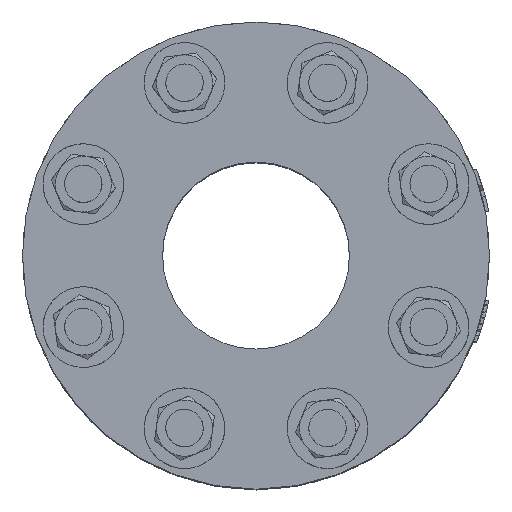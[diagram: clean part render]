
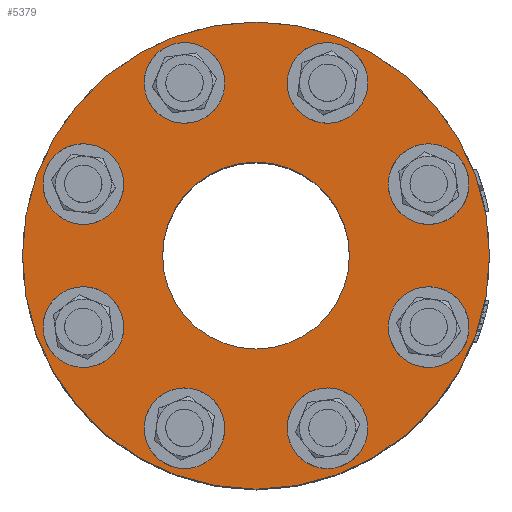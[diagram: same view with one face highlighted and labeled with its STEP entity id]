
A CAD part, top view. The second image highlights one B-rep face of the part: STEP entity #5379.
In plain terms, the highlighted planar face has unit normal (0, 0, 1).
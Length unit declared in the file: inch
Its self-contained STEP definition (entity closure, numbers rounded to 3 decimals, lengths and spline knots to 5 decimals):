
#802 = DIRECTION ( 'NONE',  ( 0., 0., -1. ) ) ;
#803 = CARTESIAN_POINT ( 'NONE',  ( -0.52992, 1.65546, 3.09194 ) ) ;
#805 = PLANE ( 'NONE',  #2875 ) ;
#808 = DIRECTION ( 'NONE',  ( 1., 0., 0. ) ) ;
#1672 = FACE_BOUND ( 'NONE', #10153, .T. ) ;
#1673 = FACE_BOUND ( 'NONE', #10091, .T. ) ;
#1674 = FACE_BOUND ( 'NONE', #10089, .T. ) ;
#1675 = FACE_BOUND ( 'NONE', #10088, .T. ) ;
#1676 = FACE_BOUND ( 'NONE', #10142, .T. ) ;
#1677 = FACE_OUTER_BOUND ( 'NONE', #10148, .T. ) ;
#1678 = FACE_BOUND ( 'NONE', #10150, .T. ) ;
#1679 = FACE_BOUND ( 'NONE', #10146, .T. ) ;
#1680 = FACE_BOUND ( 'NONE', #10086, .T. ) ;
#1681 = FACE_BOUND ( 'NONE', #10152, .T. ) ;
#2175 = CIRCLE ( 'NONE', #3152, 3.93701 ) ;
#2176 = CIRCLE ( 'NONE', #7988, 0.67913 ) ;
#2177 = CIRCLE ( 'NONE', #3153, 1.5748 ) ;
#2178 = CIRCLE ( 'NONE', #3154, 0.67913 ) ;
#2179 = CIRCLE ( 'NONE', #3155, 0.67913 ) ;
#2180 = CIRCLE ( 'NONE', #3156, 0.67913 ) ;
#2184 = CIRCLE ( 'NONE', #7990, 0.67913 ) ;
#2186 = CIRCLE ( 'NONE', #7989, 0.67913 ) ;
#2188 = CIRCLE ( 'NONE', #7991, 0.67913 ) ;
#2189 = CIRCLE ( 'NONE', #7992, 0.67913 ) ;
#2633 = VERTEX_POINT ( 'NONE', #8976 ) ;
#2634 = VERTEX_POINT ( 'NONE', #8977 ) ;
#2635 = VERTEX_POINT ( 'NONE', #8978 ) ;
#2636 = VERTEX_POINT ( 'NONE', #8979 ) ;
#2637 = VERTEX_POINT ( 'NONE', #8980 ) ;
#2639 = VERTEX_POINT ( 'NONE', #8982 ) ;
#2640 = VERTEX_POINT ( 'NONE', #8983 ) ;
#2641 = VERTEX_POINT ( 'NONE', #8984 ) ;
#2642 = VERTEX_POINT ( 'NONE', #8985 ) ;
#2643 = VERTEX_POINT ( 'NONE', #8986 ) ;
#2738 = ORIENTED_EDGE ( 'NONE', *, *, #9327, .F. ) ;
#2743 = ORIENTED_EDGE ( 'NONE', *, *, #9319, .F. ) ;
#2752 = ORIENTED_EDGE ( 'NONE', *, *, #9316, .F. ) ;
#2753 = ORIENTED_EDGE ( 'NONE', *, *, #9330, .F. ) ;
#2760 = ORIENTED_EDGE ( 'NONE', *, *, #9326, .F. ) ;
#2762 = ORIENTED_EDGE ( 'NONE', *, *, #9329, .F. ) ;
#2764 = ORIENTED_EDGE ( 'NONE', *, *, #9331, .F. ) ;
#2766 = ORIENTED_EDGE ( 'NONE', *, *, #9320, .F. ) ;
#2785 = ORIENTED_EDGE ( 'NONE', *, *, #9315, .F. ) ;
#2800 = ORIENTED_EDGE ( 'NONE', *, *, #9321, .F. ) ;
#2875 = AXIS2_PLACEMENT_3D ( 'NONE', #803, #802, #808 ) ;
#3152 = AXIS2_PLACEMENT_3D ( 'NONE', #7150, #7151, #7152 ) ;
#3153 = AXIS2_PLACEMENT_3D ( 'NONE', #7153, #7154, #7155 ) ;
#3154 = AXIS2_PLACEMENT_3D ( 'NONE', #7162, #7163, #7164 ) ;
#3155 = AXIS2_PLACEMENT_3D ( 'NONE', #7165, #7166, #7167 ) ;
#3156 = AXIS2_PLACEMENT_3D ( 'NONE', #7169, #7170, #7171 ) ;
#5379 = ADVANCED_FACE ( 'NONE', ( #1672, #1676, #1673, #1675, #1674, #1677, #1678, #1679, #1680, #1681 ), #805, .F. ) ;
#7150 = CARTESIAN_POINT ( 'NONE',  ( -0.52992, 1.65546, 3.09194 ) ) ;
#7151 = DIRECTION ( 'NONE',  ( 0., 0., -1. ) ) ;
#7152 = DIRECTION ( 'NONE',  ( 1., 0., 0. ) ) ;
#7153 = CARTESIAN_POINT ( 'NONE',  ( -0.52992, 1.65546, 3.09194 ) ) ;
#7154 = DIRECTION ( 'NONE',  ( 0., 0., 1. ) ) ;
#7155 = DIRECTION ( 'NONE',  ( -1., 0., 0. ) ) ;
#7162 = CARTESIAN_POINT ( 'NONE',  ( 0.67538, -1.25439, 3.09194 ) ) ;
#7163 = DIRECTION ( 'NONE',  ( 0., 0., 1. ) ) ;
#7164 = DIRECTION ( 'NONE',  ( -1., 0., 0. ) ) ;
#7165 = CARTESIAN_POINT ( 'NONE',  ( 0.67538, 4.56532, 3.09194 ) ) ;
#7166 = DIRECTION ( 'NONE',  ( 0., 0., 1. ) ) ;
#7167 = DIRECTION ( 'NONE',  ( -1., 0., 0. ) ) ;
#7169 = CARTESIAN_POINT ( 'NONE',  ( -1.73522, -1.25439, 3.09194 ) ) ;
#7170 = DIRECTION ( 'NONE',  ( 0., 0., 1. ) ) ;
#7171 = DIRECTION ( 'NONE',  ( -1., 0., 0. ) ) ;
#7183 = CARTESIAN_POINT ( 'NONE',  ( -1.73522, 4.56532, 3.09194 ) ) ;
#7184 = DIRECTION ( 'NONE',  ( 0., 0., 1. ) ) ;
#7185 = DIRECTION ( 'NONE',  ( -1., 0., 0. ) ) ;
#7186 = CARTESIAN_POINT ( 'NONE',  ( -3.43978, 0.45016, 3.09194 ) ) ;
#7187 = DIRECTION ( 'NONE',  ( 0., 0., 1. ) ) ;
#7188 = DIRECTION ( 'NONE',  ( -1., 0., 0. ) ) ;
#7193 = CARTESIAN_POINT ( 'NONE',  ( -3.43978, 2.86076, 3.09194 ) ) ;
#7194 = DIRECTION ( 'NONE',  ( 0., 0., 1. ) ) ;
#7195 = DIRECTION ( 'NONE',  ( -1., 0., 0. ) ) ;
#7197 = CARTESIAN_POINT ( 'NONE',  ( 2.37994, 2.86076, 3.09194 ) ) ;
#7198 = DIRECTION ( 'NONE',  ( 0., 0., 1. ) ) ;
#7199 = DIRECTION ( 'NONE',  ( -1., 0., 0. ) ) ;
#7201 = CARTESIAN_POINT ( 'NONE',  ( 2.37994, 0.45016, 3.09194 ) ) ;
#7202 = DIRECTION ( 'NONE',  ( 0., 0., 1. ) ) ;
#7203 = DIRECTION ( 'NONE',  ( -1., 0., 0. ) ) ;
#7988 = AXIS2_PLACEMENT_3D ( 'NONE', #7183, #7184, #7185 ) ;
#7989 = AXIS2_PLACEMENT_3D ( 'NONE', #7186, #7187, #7188 ) ;
#7990 = AXIS2_PLACEMENT_3D ( 'NONE', #7193, #7194, #7195 ) ;
#7991 = AXIS2_PLACEMENT_3D ( 'NONE', #7197, #7198, #7199 ) ;
#7992 = AXIS2_PLACEMENT_3D ( 'NONE', #7201, #7202, #7203 ) ;
#8976 = CARTESIAN_POINT ( 'NONE',  ( 3.40709, 1.65546, 3.09194 ) ) ;
#8977 = CARTESIAN_POINT ( 'NONE',  ( -2.10472, 1.65546, 3.09194 ) ) ;
#8978 = CARTESIAN_POINT ( 'NONE',  ( -0.00375, -1.25439, 3.09194 ) ) ;
#8979 = CARTESIAN_POINT ( 'NONE',  ( -0.00375, 4.56532, 3.09194 ) ) ;
#8980 = CARTESIAN_POINT ( 'NONE',  ( -2.41435, -1.25439, 3.09194 ) ) ;
#8982 = CARTESIAN_POINT ( 'NONE',  ( -2.41435, 4.56532, 3.09194 ) ) ;
#8983 = CARTESIAN_POINT ( 'NONE',  ( -4.11891, 0.45016, 3.09194 ) ) ;
#8984 = CARTESIAN_POINT ( 'NONE',  ( -4.11891, 2.86076, 3.09194 ) ) ;
#8985 = CARTESIAN_POINT ( 'NONE',  ( 1.7008, 2.86076, 3.09194 ) ) ;
#8986 = CARTESIAN_POINT ( 'NONE',  ( 1.7008, 0.45016, 3.09194 ) ) ;
#9315 = EDGE_CURVE ( 'NONE', #2633, #2633, #2175, .T. ) ;
#9316 = EDGE_CURVE ( 'NONE', #2634, #2634, #2177, .T. ) ;
#9319 = EDGE_CURVE ( 'NONE', #2635, #2635, #2178, .T. ) ;
#9320 = EDGE_CURVE ( 'NONE', #2636, #2636, #2179, .T. ) ;
#9321 = EDGE_CURVE ( 'NONE', #2637, #2637, #2180, .T. ) ;
#9326 = EDGE_CURVE ( 'NONE', #2639, #2639, #2176, .T. ) ;
#9327 = EDGE_CURVE ( 'NONE', #2640, #2640, #2186, .T. ) ;
#9329 = EDGE_CURVE ( 'NONE', #2641, #2641, #2184, .T. ) ;
#9330 = EDGE_CURVE ( 'NONE', #2642, #2642, #2188, .T. ) ;
#9331 = EDGE_CURVE ( 'NONE', #2643, #2643, #2189, .T. ) ;
#10086 = EDGE_LOOP ( 'NONE', ( #2766 ) ) ;
#10088 = EDGE_LOOP ( 'NONE', ( #2743 ) ) ;
#10089 = EDGE_LOOP ( 'NONE', ( #2800 ) ) ;
#10091 = EDGE_LOOP ( 'NONE', ( #2738 ) ) ;
#10142 = EDGE_LOOP ( 'NONE', ( #2753 ) ) ;
#10146 = EDGE_LOOP ( 'NONE', ( #2760 ) ) ;
#10148 = EDGE_LOOP ( 'NONE', ( #2785 ) ) ;
#10150 = EDGE_LOOP ( 'NONE', ( #2764 ) ) ;
#10152 = EDGE_LOOP ( 'NONE', ( #2762 ) ) ;
#10153 = EDGE_LOOP ( 'NONE', ( #2752 ) ) ;
